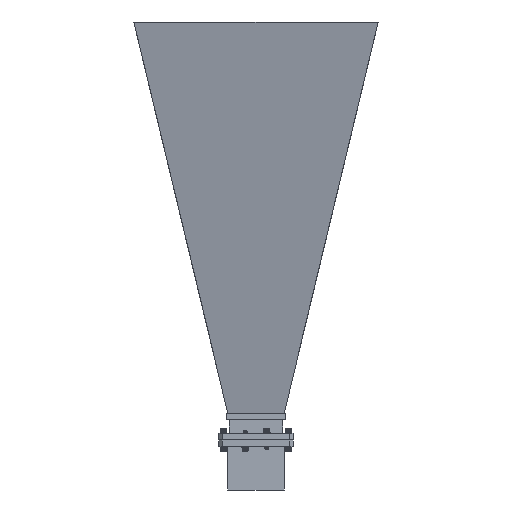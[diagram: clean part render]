
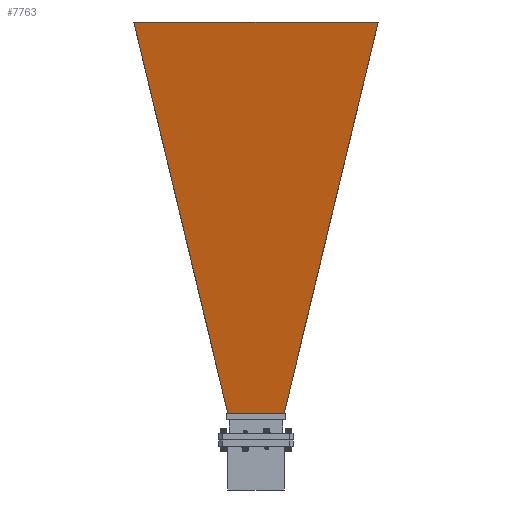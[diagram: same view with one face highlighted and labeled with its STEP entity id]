
A CAD part, front view. The second image highlights one B-rep face of the part: STEP entity #7763.
In plain terms, the highlighted face is planar.
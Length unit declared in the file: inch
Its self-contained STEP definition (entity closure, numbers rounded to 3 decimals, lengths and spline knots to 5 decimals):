
#156 = FACE_OUTER_BOUND ( 'NONE', #11420, .T. ) ;
#615 = CARTESIAN_POINT ( 'NONE',  ( 4.57986, 14.91193, 3.358 ) ) ;
#722 = EDGE_CURVE ( 'NONE', #11805, #9819, #13658, .T. ) ;
#986 = ORIENTED_EDGE ( 'NONE', *, *, #12868, .T. ) ;
#2140 = ORIENTED_EDGE ( 'NONE', *, *, #8021, .T. ) ;
#2541 = ORIENTED_EDGE ( 'NONE', *, *, #3850, .T. ) ;
#2549 = VECTOR ( 'NONE', #7951, 39.37008 ) ;
#3065 = LINE ( 'NONE', #6338, #8662 ) ;
#3098 = ORIENTED_EDGE ( 'NONE', *, *, #722, .F. ) ;
#3290 = CARTESIAN_POINT ( 'NONE',  ( -4.57986, 14.91193, 3.358 ) ) ;
#3850 = EDGE_CURVE ( 'NONE', #4400, #8078, #14650, .T. ) ;
#4400 = VERTEX_POINT ( 'NONE', #3290 ) ;
#4406 = CARTESIAN_POINT ( 'NONE',  ( -1.87816, 3.66124, 1.20307 ) ) ;
#4666 = DIRECTION ( 'NONE',  ( 0., 0.982, 0.188 ) ) ;
#4726 = DIRECTION ( 'NONE',  ( 0., 0.188, -0.982 ) ) ;
#6027 = CARTESIAN_POINT ( 'NONE',  ( 18.08424, 14.91193, 3.358 ) ) ;
#6158 = LINE ( 'NONE', #6027, #12212 ) ;
#6338 = CARTESIAN_POINT ( 'NONE',  ( -2.16659, 0.25, 0.54968 ) ) ;
#6816 = CARTESIAN_POINT ( 'NONE',  ( 18.08424, -0.09271, 0.48404 ) ) ;
#6849 = DIRECTION ( 'NONE',  ( 0.23, -0.956, -0.183 ) ) ;
#6992 = AXIS2_PLACEMENT_3D ( 'NONE', #6816, #4726, #4666 ) ;
#7526 = DIRECTION ( 'NONE',  ( 1., 0., 0. ) ) ;
#7605 = CARTESIAN_POINT ( 'NONE',  ( -1.059, 0.25, 0.54968 ) ) ;
#7763 = ADVANCED_FACE ( 'NONE', ( #156 ), #12515, .F. ) ;
#7951 = DIRECTION ( 'NONE',  ( -0.23, -0.956, -0.183 ) ) ;
#8021 = EDGE_CURVE ( 'NONE', #8078, #9819, #3065, .T. ) ;
#8078 = VERTEX_POINT ( 'NONE', #7605 ) ;
#8662 = VECTOR ( 'NONE', #7526, 39.37008 ) ;
#9154 = CARTESIAN_POINT ( 'NONE',  ( 1.87816, 3.66124, 1.20307 ) ) ;
#9819 = VERTEX_POINT ( 'NONE', #11924 ) ;
#10592 = DIRECTION ( 'NONE',  ( -1., 0., 0. ) ) ;
#11420 = EDGE_LOOP ( 'NONE', ( #986, #2541, #2140, #3098 ) ) ;
#11805 = VERTEX_POINT ( 'NONE', #615 ) ;
#11924 = CARTESIAN_POINT ( 'NONE',  ( 1.059, 0.25, 0.54968 ) ) ;
#12212 = VECTOR ( 'NONE', #10592, 39.37008 ) ;
#12515 = PLANE ( 'NONE',  #6992 ) ;
#12868 = EDGE_CURVE ( 'NONE', #11805, #4400, #6158, .T. ) ;
#13658 = LINE ( 'NONE', #9154, #2549 ) ;
#14179 = VECTOR ( 'NONE', #6849, 39.37008 ) ;
#14650 = LINE ( 'NONE', #4406, #14179 ) ;
